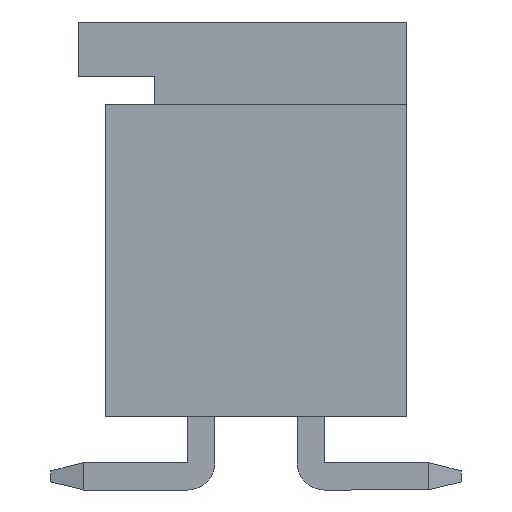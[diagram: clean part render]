
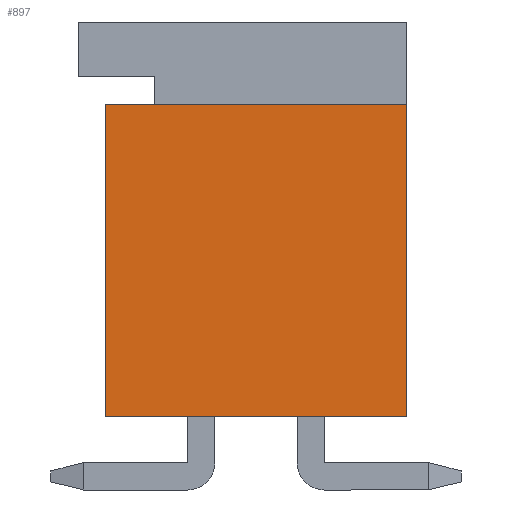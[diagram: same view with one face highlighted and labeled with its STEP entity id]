
A CAD part, left-side view. The second image highlights one B-rep face of the part: STEP entity #897.
In plain terms, the highlighted planar face has unit normal (-1, 0, 0).
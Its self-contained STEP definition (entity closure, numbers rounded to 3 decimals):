
#897 = ADVANCED_FACE( '', ( #1878 ), #1879, .T. );
#1878 = FACE_OUTER_BOUND( '', #3029, .T. );
#1879 = PLANE( '', #3030 );
#3029 = EDGE_LOOP( '', ( #4826, #4827, #4828, #4829 ) );
#3030 = AXIS2_PLACEMENT_3D( '', #4830, #4831, #4832 );
#4826 = ORIENTED_EDGE( '', *, *, #7990, .F. );
#4827 = ORIENTED_EDGE( '', *, *, #7991, .F. );
#4828 = ORIENTED_EDGE( '', *, *, #7992, .T. );
#4829 = ORIENTED_EDGE( '', *, *, #7993, .T. );
#4830 = CARTESIAN_POINT( '', ( -18.625, -2.75, -2.85 ) );
#4831 = DIRECTION( '', ( -1., 0., 0. ) );
#4832 = DIRECTION( '', ( 0., 0., 1. ) );
#7990 = EDGE_CURVE( '', #9837, #9838, #9839, .T. );
#7991 = EDGE_CURVE( '', #9840, #9837, #9841, .T. );
#7992 = EDGE_CURVE( '', #9840, #9842, #9843, .T. );
#7993 = EDGE_CURVE( '', #9842, #9838, #9844, .T. );
#9837 = VERTEX_POINT( '', #12457 );
#9838 = VERTEX_POINT( '', #12458 );
#9839 = LINE( '', #12459, #12460 );
#9840 = VERTEX_POINT( '', #12461 );
#9841 = LINE( '', #12462, #12463 );
#9842 = VERTEX_POINT( '', #12464 );
#9843 = LINE( '', #12465, #12466 );
#9844 = LINE( '', #12467, #12468 );
#12457 = CARTESIAN_POINT( '', ( -18.625, 2.75, -2.85 ) );
#12458 = CARTESIAN_POINT( '', ( -18.625, 2.75, 2.85 ) );
#12459 = CARTESIAN_POINT( '', ( -18.625, 2.75, -2.85 ) );
#12460 = VECTOR( '', #14572, 1000. );
#12461 = CARTESIAN_POINT( '', ( -18.625, -2.75, -2.85 ) );
#12462 = CARTESIAN_POINT( '', ( -18.625, -2.75, -2.85 ) );
#12463 = VECTOR( '', #14573, 1000. );
#12464 = CARTESIAN_POINT( '', ( -18.625, -2.75, 2.85 ) );
#12465 = CARTESIAN_POINT( '', ( -18.625, -2.75, -2.85 ) );
#12466 = VECTOR( '', #14574, 1000. );
#12467 = CARTESIAN_POINT( '', ( -18.625, -2.75, 2.85 ) );
#12468 = VECTOR( '', #14575, 1000. );
#14572 = DIRECTION( '', ( 0., 0., 1. ) );
#14573 = DIRECTION( '', ( 0., 1., 0. ) );
#14574 = DIRECTION( '', ( 0., 0., 1. ) );
#14575 = DIRECTION( '', ( 0., 1., 0. ) );
